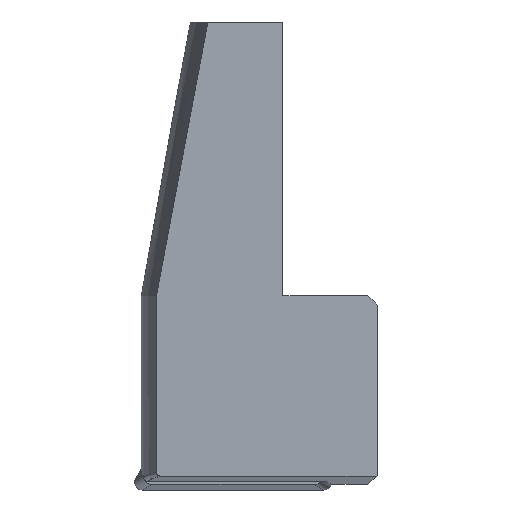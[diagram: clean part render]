
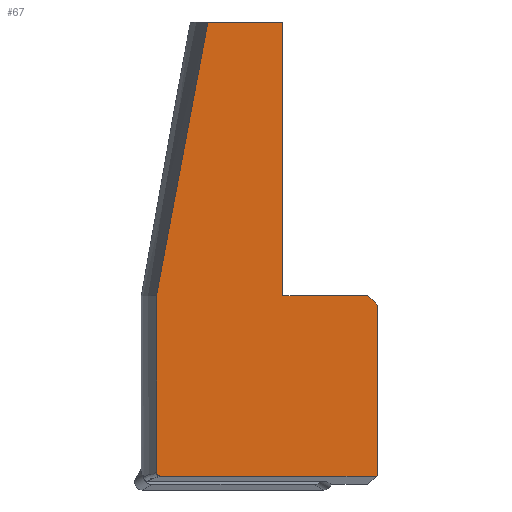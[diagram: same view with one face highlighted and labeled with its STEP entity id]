
A CAD part, front view. The second image highlights one B-rep face of the part: STEP entity #67.
In plain terms, the highlighted planar face has unit normal (0, -1, 0).
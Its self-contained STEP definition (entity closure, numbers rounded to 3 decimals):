
#67=ADVANCED_FACE('',(#115),#92,.F.);
#92=PLANE('',#560);
#115=FACE_OUTER_BOUND('',#142,.T.);
#142=EDGE_LOOP('',(#195,#196,#197,#198,#199,#200,#201,#202,#203,#204));
#167=B_SPLINE_CURVE_WITH_KNOTS('',3,(#783,#784,#785,#786,#787,#788,#789,
#790,#791,#792,#793,#794,#795,#796,#797,#798,#799,#800,#801),
 .UNSPECIFIED.,.F.,.F.,(4,1,1,1,1,1,1,1,1,1,1,1,1,1,1,1,4),(0.,0.063,0.125,
0.188,0.25,0.313,0.375,0.438,0.5,0.563,0.625,0.688,0.75,0.813,0.875,
0.938,1.),.UNSPECIFIED.);
#170=B_SPLINE_CURVE_WITH_KNOTS('',3,(#853,#854,#855,#856,#857,#858,#859,
#860),.UNSPECIFIED.,.F.,.F.,(4,1,1,1,1,4),(0.,0.2,0.4,0.6,0.8,1.),
 .UNSPECIFIED.);
#195=ORIENTED_EDGE('',*,*,#374,.T.);
#196=ORIENTED_EDGE('',*,*,#375,.T.);
#197=ORIENTED_EDGE('',*,*,#376,.F.);
#198=ORIENTED_EDGE('',*,*,#377,.F.);
#199=ORIENTED_EDGE('',*,*,#366,.F.);
#200=ORIENTED_EDGE('',*,*,#364,.F.);
#201=ORIENTED_EDGE('',*,*,#361,.F.);
#202=ORIENTED_EDGE('',*,*,#378,.F.);
#203=ORIENTED_EDGE('',*,*,#379,.T.);
#204=ORIENTED_EDGE('',*,*,#380,.T.);
#315=VERTEX_POINT('',#737);
#316=VERTEX_POINT('',#739);
#318=VERTEX_POINT('',#802);
#319=VERTEX_POINT('',#828);
#325=VERTEX_POINT('',#847);
#326=VERTEX_POINT('',#848);
#327=VERTEX_POINT('',#850);
#328=VERTEX_POINT('',#852);
#329=VERTEX_POINT('',#862);
#330=VERTEX_POINT('',#864);
#361=EDGE_CURVE('',#315,#316,#430,.T.);
#364=EDGE_CURVE('',#316,#318,#167,.T.);
#366=EDGE_CURVE('',#318,#319,#431,.T.);
#374=EDGE_CURVE('',#325,#326,#436,.T.);
#375=EDGE_CURVE('',#326,#327,#437,.T.);
#376=EDGE_CURVE('',#328,#327,#438,.T.);
#377=EDGE_CURVE('',#319,#328,#170,.T.);
#378=EDGE_CURVE('',#329,#315,#439,.T.);
#379=EDGE_CURVE('',#329,#330,#440,.T.);
#380=EDGE_CURVE('',#330,#325,#441,.T.);
#430=LINE('',#738,#482);
#431=LINE('',#827,#483);
#436=LINE('',#846,#488);
#437=LINE('',#849,#489);
#438=LINE('',#851,#490);
#439=LINE('',#861,#491);
#440=LINE('',#863,#492);
#441=LINE('',#865,#493);
#482=VECTOR('',#604,1.);
#483=VECTOR('',#607,1.);
#488=VECTOR('',#620,1.);
#489=VECTOR('',#621,1.);
#490=VECTOR('',#622,1.);
#491=VECTOR('',#623,1.);
#492=VECTOR('',#624,1.);
#493=VECTOR('',#625,1.);
#560=AXIS2_PLACEMENT_3D('',#866,#626,#627);
#604=DIRECTION('',(-1.,0.,0.));
#607=DIRECTION('',(0.,0.,1.));
#620=DIRECTION('',(-1.,0.,0.));
#621=DIRECTION('',(0.,0.,1.));
#622=DIRECTION('',(1.,0.,0.));
#623=DIRECTION('',(-0.707,0.,-0.707));
#624=DIRECTION('',(0.,0.,1.));
#625=DIRECTION('',(-0.707,0.,0.707));
#626=DIRECTION('',(0.,1.,0.));
#627=DIRECTION('',(0.,0.,1.));
#737=CARTESIAN_POINT('',(4.937,-5.,-9.563));
#738=CARTESIAN_POINT('',(4.937,-5.,-9.563));
#739=CARTESIAN_POINT('',(-6.494,-5.,-9.563));
#783=CARTESIAN_POINT('',(-6.494,-5.,-9.563));
#784=CARTESIAN_POINT('',(-6.501,-5.,-9.563));
#785=CARTESIAN_POINT('',(-6.515,-5.,-9.562));
#786=CARTESIAN_POINT('',(-6.536,-5.,-9.559));
#787=CARTESIAN_POINT('',(-6.556,-5.,-9.554));
#788=CARTESIAN_POINT('',(-6.575,-5.,-9.547));
#789=CARTESIAN_POINT('',(-6.593,-5.,-9.539));
#790=CARTESIAN_POINT('',(-6.61,-5.,-9.529));
#791=CARTESIAN_POINT('',(-6.627,-5.,-9.517));
#792=CARTESIAN_POINT('',(-6.641,-5.,-9.504));
#793=CARTESIAN_POINT('',(-6.654,-5.,-9.49));
#794=CARTESIAN_POINT('',(-6.666,-5.,-9.475));
#795=CARTESIAN_POINT('',(-6.676,-5.,-9.458));
#796=CARTESIAN_POINT('',(-6.684,-5.,-9.441));
#797=CARTESIAN_POINT('',(-6.691,-5.,-9.423));
#798=CARTESIAN_POINT('',(-6.695,-5.,-9.405));
#799=CARTESIAN_POINT('',(-6.698,-5.,-9.386));
#800=CARTESIAN_POINT('',(-6.699,-5.,-9.374));
#801=CARTESIAN_POINT('',(-6.699,-5.,-9.367));
#802=CARTESIAN_POINT('',(-6.699,-5.,-9.367));
#827=CARTESIAN_POINT('',(-6.699,-5.,-9.367));
#828=CARTESIAN_POINT('',(-6.699,-5.,0.));
#846=CARTESIAN_POINT('',(4.5,-5.,0.));
#847=CARTESIAN_POINT('',(4.5,-5.,0.));
#848=CARTESIAN_POINT('',(0.,-5.,0.));
#849=CARTESIAN_POINT('',(0.,-5.,0.4));
#850=CARTESIAN_POINT('',(0.,-5.,14.5));
#851=CARTESIAN_POINT('',(-3.979,-5.,14.5));
#852=CARTESIAN_POINT('',(-3.979,-5.,14.5));
#853=CARTESIAN_POINT('',(-6.699,-5.,0.));
#854=CARTESIAN_POINT('',(-6.492,-5.,1.111));
#855=CARTESIAN_POINT('',(-6.09,-5.,3.273));
#856=CARTESIAN_POINT('',(-5.52,-5.,6.328));
#857=CARTESIAN_POINT('',(-4.978,-5.,9.214));
#858=CARTESIAN_POINT('',(-4.464,-5.,11.942));
#859=CARTESIAN_POINT('',(-4.138,-5.,13.664));
#860=CARTESIAN_POINT('',(-3.979,-5.,14.5));
#861=CARTESIAN_POINT('',(5.,-5.,-9.5));
#862=CARTESIAN_POINT('',(5.,-5.,-9.5));
#863=CARTESIAN_POINT('',(5.,-5.,-9.5));
#864=CARTESIAN_POINT('',(5.,-5.,-0.5));
#865=CARTESIAN_POINT('',(5.,-5.,-0.5));
#866=CARTESIAN_POINT('',(-9.467,-5.,-10.));
